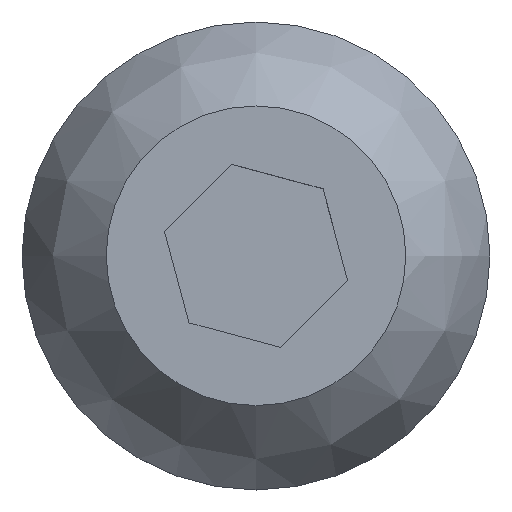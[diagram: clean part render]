
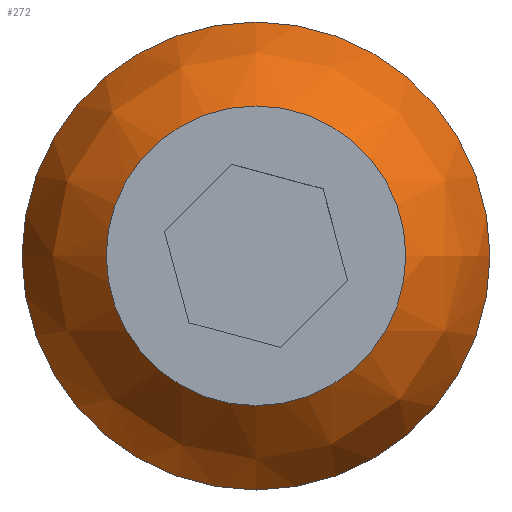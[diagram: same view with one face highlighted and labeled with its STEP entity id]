
A CAD part, top view. The second image highlights one B-rep face of the part: STEP entity #272.
In plain terms, the highlighted free-form (B-spline) face has degree [2, 2] with [3, 9] control points.
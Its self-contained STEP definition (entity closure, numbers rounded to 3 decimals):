
#18=(
BOUNDED_CURVE()
B_SPLINE_CURVE(2,(#3779,#3780,#3781),.UNSPECIFIED.,.F.,.F.)
B_SPLINE_CURVE_WITH_KNOTS((3,3),(0.237,0.962),
 .UNSPECIFIED.)
CURVE()
GEOMETRIC_REPRESENTATION_ITEM()
RATIONAL_B_SPLINE_CURVE((1.,0.935,1.))
REPRESENTATION_ITEM('')
);
#19=(
BOUNDED_SURFACE()
B_SPLINE_SURFACE(2,2,((#3748,#3749,#3750,#3751,#3752,#3753,#3754,#3755,
#3756),(#3757,#3758,#3759,#3760,#3761,#3762,#3763,#3764,#3765),(#3766,#3767,
#3768,#3769,#3770,#3771,#3772,#3773,#3774)),.UNSPECIFIED.,.F.,.T.,.F.)
B_SPLINE_SURFACE_WITH_KNOTS((3,3),(3,2,2,2,3),(-0.962,-0.237),
(-3.142,-1.571,0.,1.571,3.142),
 .UNSPECIFIED.)
GEOMETRIC_REPRESENTATION_ITEM()
RATIONAL_B_SPLINE_SURFACE(((1.,0.707,1.,0.707,1.,
0.707,1.,0.707,1.),(0.935,0.661,
0.935,0.661,0.935,0.661,
0.935,0.661,0.935),(1.,0.707,
1.,0.707,1.,0.707,1.,0.707,1.)))
REPRESENTATION_ITEM('')
SURFACE()
);
#73=CIRCLE('',#293,1.825);
#74=CIRCLE('',#294,1.825);
#75=CIRCLE('',#295,2.85);
#76=CIRCLE('',#296,2.85);
#94=FACE_OUTER_BOUND('',#111,.T.);
#111=EDGE_LOOP('',(#243,#244,#245,#246,#247,#248));
#144=VERTEX_POINT('',#3744);
#145=VERTEX_POINT('',#3745);
#146=VERTEX_POINT('',#3775);
#147=VERTEX_POINT('',#3776);
#179=EDGE_CURVE('',#144,#145,#73,.T.);
#180=EDGE_CURVE('',#145,#144,#74,.T.);
#181=EDGE_CURVE('',#146,#147,#75,.T.);
#182=EDGE_CURVE('',#147,#146,#76,.T.);
#183=EDGE_CURVE('',#147,#145,#18,.T.);
#243=ORIENTED_EDGE('',*,*,#181,.F.);
#244=ORIENTED_EDGE('',*,*,#182,.F.);
#245=ORIENTED_EDGE('',*,*,#183,.T.);
#246=ORIENTED_EDGE('',*,*,#180,.T.);
#247=ORIENTED_EDGE('',*,*,#179,.T.);
#248=ORIENTED_EDGE('',*,*,#183,.F.);
#272=ADVANCED_FACE('',(#94),#19,.F.);
#293=AXIS2_PLACEMENT_3D('',#3746,#353,#354);
#294=AXIS2_PLACEMENT_3D('',#3747,#355,#356);
#295=AXIS2_PLACEMENT_3D('',#3777,#357,#358);
#296=AXIS2_PLACEMENT_3D('',#3778,#359,#360);
#353=DIRECTION('center_axis',(0.,0.,-1.));
#354=DIRECTION('ref_axis',(1.,0.,0.));
#355=DIRECTION('center_axis',(0.,0.,-1.));
#356=DIRECTION('ref_axis',(1.,0.,0.));
#357=DIRECTION('center_axis',(0.,0.,-1.));
#358=DIRECTION('ref_axis',(1.,0.,0.));
#359=DIRECTION('center_axis',(0.,0.,-1.));
#360=DIRECTION('ref_axis',(1.,0.,0.));
#3744=CARTESIAN_POINT('',(0.,1.825,1.65));
#3745=CARTESIAN_POINT('',(1.825,0.,1.65));
#3746=CARTESIAN_POINT('Origin',(0.,0.,1.65));
#3747=CARTESIAN_POINT('Origin',(0.,0.,1.65));
#3748=CARTESIAN_POINT('Ctrl Pts',(1.825,0.,1.65));
#3749=CARTESIAN_POINT('Ctrl Pts',(1.825,-1.825,1.65));
#3750=CARTESIAN_POINT('Ctrl Pts',(0.,-1.825,1.65));
#3751=CARTESIAN_POINT('Ctrl Pts',(-1.825,-1.825,1.65));
#3752=CARTESIAN_POINT('Ctrl Pts',(-1.825,0.,1.65));
#3753=CARTESIAN_POINT('Ctrl Pts',(-1.825,1.825,1.65));
#3754=CARTESIAN_POINT('Ctrl Pts',(0.,1.825,1.65));
#3755=CARTESIAN_POINT('Ctrl Pts',(1.825,1.825,1.65));
#3756=CARTESIAN_POINT('Ctrl Pts',(1.825,0.,1.65));
#3757=CARTESIAN_POINT('Ctrl Pts',(2.622,0.,1.094));
#3758=CARTESIAN_POINT('Ctrl Pts',(2.622,-2.622,1.094));
#3759=CARTESIAN_POINT('Ctrl Pts',(0.,-2.622,1.094));
#3760=CARTESIAN_POINT('Ctrl Pts',(-2.622,-2.622,1.094));
#3761=CARTESIAN_POINT('Ctrl Pts',(-2.622,0.,1.094));
#3762=CARTESIAN_POINT('Ctrl Pts',(-2.622,2.622,1.094));
#3763=CARTESIAN_POINT('Ctrl Pts',(0.,2.622,1.094));
#3764=CARTESIAN_POINT('Ctrl Pts',(2.622,2.622,1.094));
#3765=CARTESIAN_POINT('Ctrl Pts',(2.622,0.,1.094));
#3766=CARTESIAN_POINT('Ctrl Pts',(2.85,0.,0.15));
#3767=CARTESIAN_POINT('Ctrl Pts',(2.85,-2.85,0.15));
#3768=CARTESIAN_POINT('Ctrl Pts',(0.,-2.85,0.15));
#3769=CARTESIAN_POINT('Ctrl Pts',(-2.85,-2.85,0.15));
#3770=CARTESIAN_POINT('Ctrl Pts',(-2.85,0.,0.15));
#3771=CARTESIAN_POINT('Ctrl Pts',(-2.85,2.85,0.15));
#3772=CARTESIAN_POINT('Ctrl Pts',(0.,2.85,0.15));
#3773=CARTESIAN_POINT('Ctrl Pts',(2.85,2.85,0.15));
#3774=CARTESIAN_POINT('Ctrl Pts',(2.85,0.,0.15));
#3775=CARTESIAN_POINT('',(0.,2.85,0.15));
#3776=CARTESIAN_POINT('',(2.85,0.,0.15));
#3777=CARTESIAN_POINT('Origin',(0.,0.,0.15));
#3778=CARTESIAN_POINT('Origin',(0.,0.,0.15));
#3779=CARTESIAN_POINT('Ctrl Pts',(2.85,0.,0.15));
#3780=CARTESIAN_POINT('Ctrl Pts',(2.622,0.,1.094));
#3781=CARTESIAN_POINT('Ctrl Pts',(1.825,0.,1.65));
